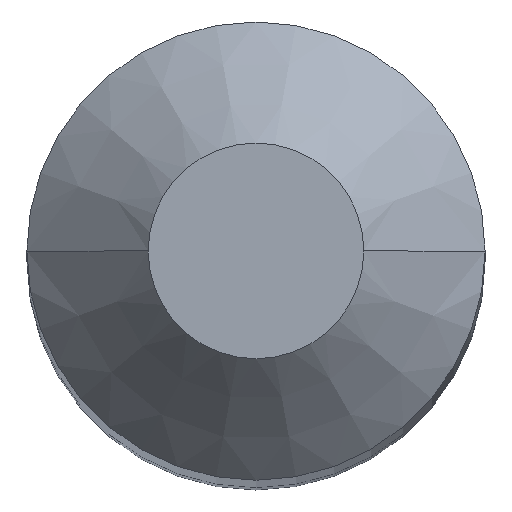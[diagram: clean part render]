
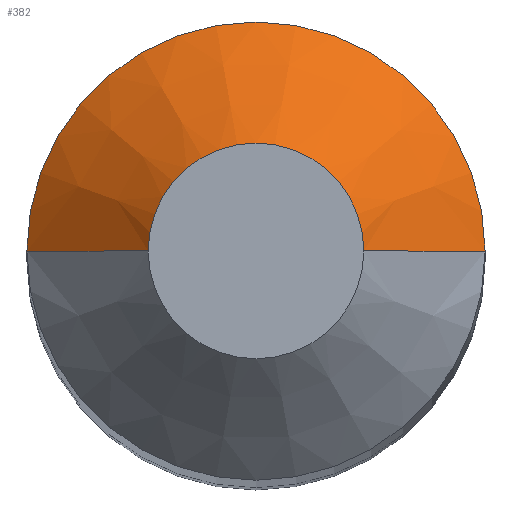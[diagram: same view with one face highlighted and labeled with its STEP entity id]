
A CAD part, top view. The second image highlights one B-rep face of the part: STEP entity #382.
In plain terms, the highlighted conical face has half-angle 45 degrees and reference radius 1.5 mm.
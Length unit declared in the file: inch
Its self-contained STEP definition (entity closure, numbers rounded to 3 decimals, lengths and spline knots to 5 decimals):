
#7 = DIRECTION ( 'NONE',  ( -0.707, 0., -0.707 ) ) ;
#11 = EDGE_CURVE ( 'NONE', #165, #111, #387, .T. ) ;
#13 = DIRECTION ( 'NONE',  ( 0., 0., -1. ) ) ;
#16 = CONICAL_SURFACE ( 'NONE', #343, 0.05905, 0.785 ) ;
#28 = LINE ( 'NONE', #289, #211 ) ;
#53 = DIRECTION ( 'NONE',  ( 1., 0., 0. ) ) ;
#89 = EDGE_CURVE ( 'NONE', #207, #165, #28, .T. ) ;
#111 = VERTEX_POINT ( 'NONE', #257 ) ;
#120 = ORIENTED_EDGE ( 'NONE', *, *, #227, .F. ) ;
#126 = CARTESIAN_POINT ( 'NONE',  ( 0., 0., 0. ) ) ;
#131 = CARTESIAN_POINT ( 'NONE',  ( 0.05905, 0., -0.03125 ) ) ;
#147 = DIRECTION ( 'NONE',  ( 0.707, 0., -0.707 ) ) ;
#157 = EDGE_CURVE ( 'NONE', #210, #111, #366, .T. ) ;
#165 = VERTEX_POINT ( 'NONE', #131 ) ;
#181 = ORIENTED_EDGE ( 'NONE', *, *, #157, .F. ) ;
#207 = VERTEX_POINT ( 'NONE', #336 ) ;
#210 = VERTEX_POINT ( 'NONE', #333 ) ;
#211 = VECTOR ( 'NONE', #147, 39.37008 ) ;
#218 = DIRECTION ( 'NONE',  ( 0., 0., 1. ) ) ;
#221 = CARTESIAN_POINT ( 'NONE',  ( 0., 0., -0.03125 ) ) ;
#227 = EDGE_CURVE ( 'NONE', #207, #210, #334, .T. ) ;
#239 = ORIENTED_EDGE ( 'NONE', *, *, #89, .T. ) ;
#244 = DIRECTION ( 'NONE',  ( 1., 0., 0. ) ) ;
#253 = VECTOR ( 'NONE', #7, 39.37008 ) ;
#257 = CARTESIAN_POINT ( 'NONE',  ( -0.05905, 0., -0.03125 ) ) ;
#263 = AXIS2_PLACEMENT_3D ( 'NONE', #126, #218, #244 ) ;
#266 = CARTESIAN_POINT ( 'NONE',  ( 0., 0., -0.03125 ) ) ;
#280 = ORIENTED_EDGE ( 'NONE', *, *, #11, .T. ) ;
#289 = CARTESIAN_POINT ( 'NONE',  ( 0.05905, 0., -0.03125 ) ) ;
#311 = AXIS2_PLACEMENT_3D ( 'NONE', #266, #359, #53 ) ;
#330 = EDGE_LOOP ( 'NONE', ( #120, #239, #280, #181 ) ) ;
#333 = CARTESIAN_POINT ( 'NONE',  ( -0.0278, 0., 0. ) ) ;
#334 = CIRCLE ( 'NONE', #263, 0.0278 ) ;
#336 = CARTESIAN_POINT ( 'NONE',  ( 0.0278, 0., 0. ) ) ;
#343 = AXIS2_PLACEMENT_3D ( 'NONE', #221, #13, #344 ) ;
#344 = DIRECTION ( 'NONE',  ( -1., 0., 0. ) ) ;
#353 = FACE_OUTER_BOUND ( 'NONE', #330, .T. ) ;
#359 = DIRECTION ( 'NONE',  ( 0., 0., 1. ) ) ;
#366 = LINE ( 'NONE', #371, #253 ) ;
#371 = CARTESIAN_POINT ( 'NONE',  ( -0.05905, 0., -0.03125 ) ) ;
#382 = ADVANCED_FACE ( 'NONE', ( #353 ), #16, .T. ) ;
#387 = CIRCLE ( 'NONE', #311, 0.05905 ) ;
